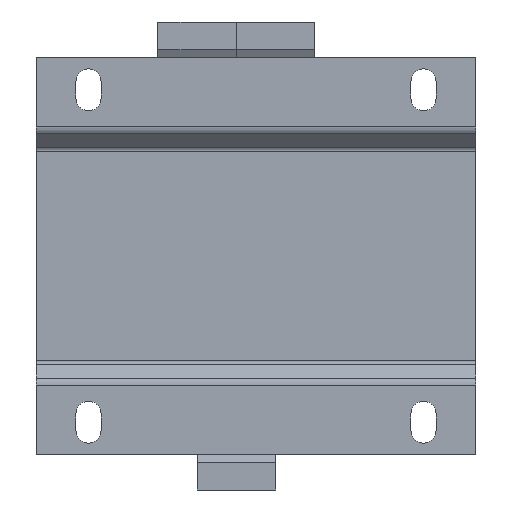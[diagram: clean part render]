
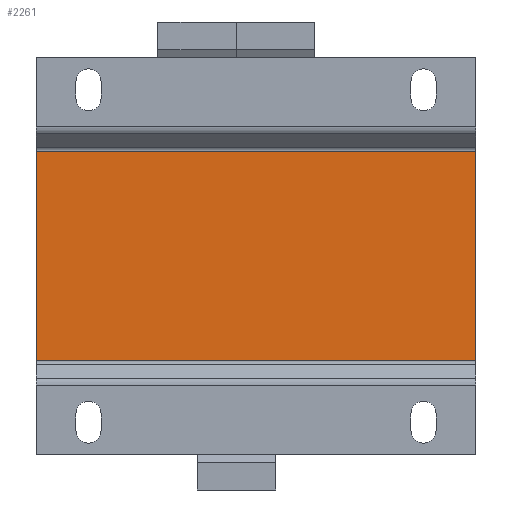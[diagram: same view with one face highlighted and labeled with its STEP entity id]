
A CAD part, front view. The second image highlights one B-rep face of the part: STEP entity #2261.
In plain terms, the highlighted planar face has unit normal (0, -1, 0).
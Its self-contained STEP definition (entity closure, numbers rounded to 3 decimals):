
#164 = ORIENTED_EDGE ( 'NONE', *, *, #6453, .F. ) ;
#271 = CARTESIAN_POINT ( 'NONE',  ( 42., -36., -20. ) ) ;
#527 = CARTESIAN_POINT ( 'NONE',  ( 0., -36., -20. ) ) ;
#566 = LINE ( 'NONE', #4512, #2223 ) ;
#624 = DIRECTION ( 'NONE',  ( 0., 0., -1. ) ) ;
#1034 = VECTOR ( 'NONE', #5188, 1000. ) ;
#1775 = CARTESIAN_POINT ( 'NONE',  ( -42., -36., -20. ) ) ;
#2223 = VECTOR ( 'NONE', #7203, 1000. ) ;
#2261 = ADVANCED_FACE ( 'Defeature ausgef�hrt1_65', ( #5270 ), #7988, .F. ) ;
#2271 = VERTEX_POINT ( 'NONE', #271 ) ;
#2709 = VERTEX_POINT ( 'NONE', #8062 ) ;
#2813 = DIRECTION ( 'NONE',  ( -1., 0., 0. ) ) ;
#3385 = DIRECTION ( 'NONE',  ( 0., 0., 1. ) ) ;
#4024 = ORIENTED_EDGE ( 'NONE', *, *, #5054, .F. ) ;
#4099 = VERTEX_POINT ( 'NONE', #1775 ) ;
#4207 = AXIS2_PLACEMENT_3D ( 'NONE', #5354, #6723, #3385 ) ;
#4433 = LINE ( 'NONE', #7930, #8267 ) ;
#4512 = CARTESIAN_POINT ( 'NONE',  ( -42., -36., -38. ) ) ;
#4636 = EDGE_LOOP ( 'NONE', ( #7404, #7502, #164, #4024 ) ) ;
#5054 = EDGE_CURVE ( 'Defeature ausgef�hrt1_74+Defeature ausgef�hrt1_65+Defeature ausgef�hrt1_72+Defeature ausgef�hrt1_73', #2271, #4099, #5717, .T. ) ;
#5188 = DIRECTION ( 'NONE',  ( -1., 0., 0. ) ) ;
#5256 = EDGE_CURVE ( 'Defeature ausgef�hrt1_65+Defeature ausgef�hrt1_86+Defeature ausgef�hrt1_70+Defeature ausgef�hrt1_71', #2709, #7250, #5492, .T. ) ;
#5270 = FACE_OUTER_BOUND ( 'NONE', #4636, .T. ) ;
#5354 = CARTESIAN_POINT ( 'NONE',  ( 0., -36., 0. ) ) ;
#5492 = LINE ( 'NONE', #7418, #6136 ) ;
#5717 = LINE ( 'NONE', #527, #1034 ) ;
#5835 = CARTESIAN_POINT ( 'NONE',  ( -42., -36., 20. ) ) ;
#6136 = VECTOR ( 'NONE', #2813, 1000. ) ;
#6453 = EDGE_CURVE ( 'Defeature ausgef�hrt1_71+Defeature ausgef�hrt1_65+Defeature ausgef�hrt1_73+Defeature ausgef�hrt1_85', #4099, #7250, #566, .T. ) ;
#6490 = EDGE_CURVE ( 'Defeature ausgef�hrt1_70+Defeature ausgef�hrt1_65+Defeature ausgef�hrt1_84+Defeature ausgef�hrt1_72', #2709, #2271, #4433, .T. ) ;
#6723 = DIRECTION ( 'NONE',  ( 0., 1., 0. ) ) ;
#7203 = DIRECTION ( 'NONE',  ( 0., 0., 1. ) ) ;
#7250 = VERTEX_POINT ( 'NONE', #5835 ) ;
#7404 = ORIENTED_EDGE ( 'NONE', *, *, #6490, .F. ) ;
#7418 = CARTESIAN_POINT ( 'NONE',  ( 0., -36., 20. ) ) ;
#7502 = ORIENTED_EDGE ( 'NONE', *, *, #5256, .T. ) ;
#7930 = CARTESIAN_POINT ( 'NONE',  ( 42., -36., -38. ) ) ;
#7988 = PLANE ( 'NONE',  #4207 ) ;
#8062 = CARTESIAN_POINT ( 'NONE',  ( 42., -36., 20. ) ) ;
#8267 = VECTOR ( 'NONE', #624, 1000. ) ;
